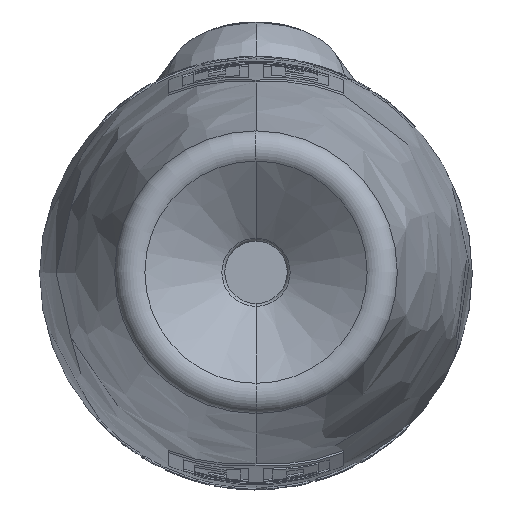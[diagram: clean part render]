
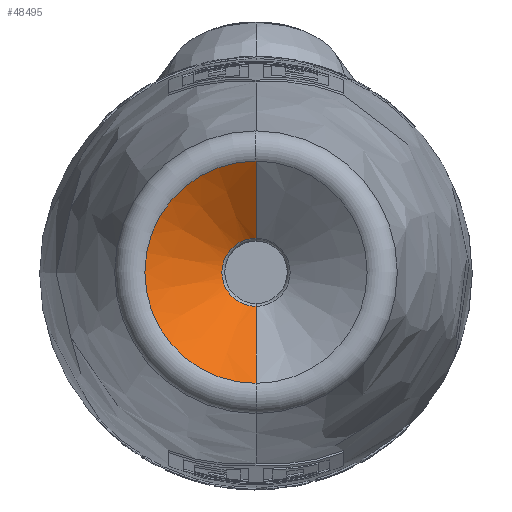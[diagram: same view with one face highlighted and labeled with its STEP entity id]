
A CAD part, top view. The second image highlights one B-rep face of the part: STEP entity #48495.
In plain terms, the highlighted conical face has half-angle 53.262 degrees and reference radius 3.781 mm.
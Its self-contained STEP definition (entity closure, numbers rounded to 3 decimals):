
#16391=CARTESIAN_POINT('',(0.,0.,51.276));
#16392=DIRECTION('',(0.,0.,-1.));
#16393=DIRECTION('',(0.,-1.,0.));
#16394=AXIS2_PLACEMENT_3D('',#16391,#16392,#16393);
#16396=DIRECTION('',(0.,0.801,0.598));
#16397=VECTOR('',#16396,5.004);
#16398=CARTESIAN_POINT('',(0.,1.776,48.283));
#16399=LINE('',#16398,#16397);
#16400=CARTESIAN_POINT('',(0.,0.,48.283));
#16401=DIRECTION('',(0.,0.,1.));
#16402=DIRECTION('',(0.,1.,0.));
#16403=AXIS2_PLACEMENT_3D('',#16400,#16401,#16402);
#16405=DIRECTION('',(0.,-0.801,0.598));
#16406=VECTOR('',#16405,5.004);
#16407=CARTESIAN_POINT('',(0.,-1.776,48.283));
#16408=LINE('',#16407,#16406);
#20565=CARTESIAN_POINT('',(0.,1.776,48.283));
#20566=CARTESIAN_POINT('',(0.,-1.776,48.283));
#20567=VERTEX_POINT('',#20565);
#20568=VERTEX_POINT('',#20566);
#20589=CARTESIAN_POINT('',(0.,-5.786,51.276));
#20590=CARTESIAN_POINT('',(0.,5.786,51.276));
#20591=VERTEX_POINT('',#20589);
#20592=VERTEX_POINT('',#20590);
#48481=CARTESIAN_POINT('',(0.,0.,49.779));
#48482=DIRECTION('',(0.,0.,1.));
#48483=DIRECTION('',(0.,-1.,0.));
#48484=AXIS2_PLACEMENT_3D('',#48481,#48482,#48483);
#48485=CONICAL_SURFACE('',#48484,3.781,53.262);
#48486=ORIENTED_EDGE('',*,*,#48475,.T.);
#48488=ORIENTED_EDGE('',*,*,#48487,.F.);
#48490=ORIENTED_EDGE('',*,*,#48489,.T.);
#48492=ORIENTED_EDGE('',*,*,#48491,.T.);
#48493=EDGE_LOOP('',(#48486,#48488,#48490,#48492));
#48494=FACE_OUTER_BOUND('',#48493,.F.);
#48495=ADVANCED_FACE('',(#48494),#48485,.F.);
#16395=CIRCLE('',#16394,5.786);
#16404=CIRCLE('',#16403,1.776);
#48475=EDGE_CURVE('',#20591,#20592,#16395,.T.);
#48487=EDGE_CURVE('',#20567,#20592,#16399,.T.);
#48489=EDGE_CURVE('',#20567,#20568,#16404,.T.);
#48491=EDGE_CURVE('',#20568,#20591,#16408,.T.);
